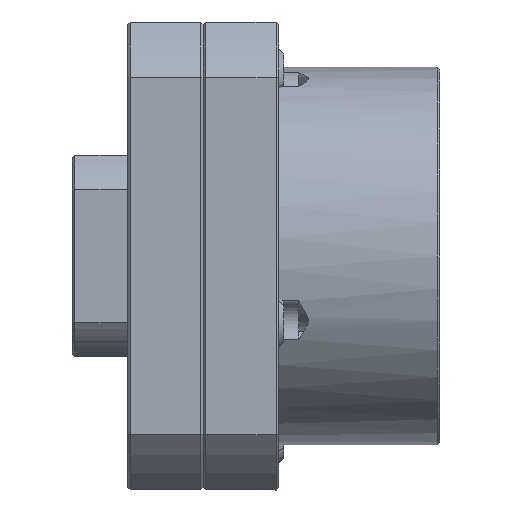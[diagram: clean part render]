
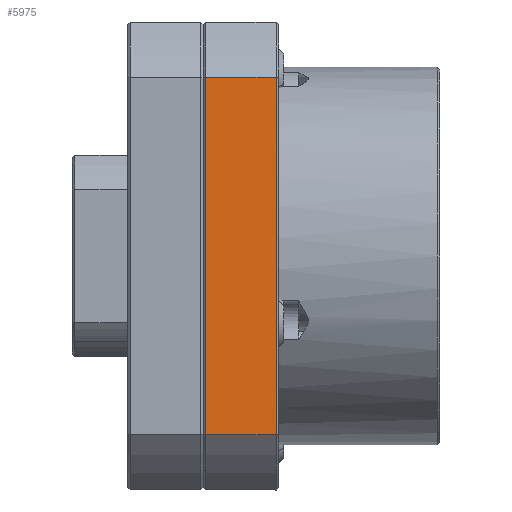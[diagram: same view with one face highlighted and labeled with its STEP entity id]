
A CAD part, front view. The second image highlights one B-rep face of the part: STEP entity #5975.
In plain terms, the highlighted planar face has unit normal (0, -1, 0).
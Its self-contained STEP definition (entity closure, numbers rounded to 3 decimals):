
#214 = EDGE_CURVE ( 'NONE', #236, #5094, #1062, .T. ) ;
#236 = VERTEX_POINT ( 'NONE', #5801 ) ;
#451 = VERTEX_POINT ( 'NONE', #4306 ) ;
#1062 = LINE ( 'NONE', #6058, #7064 ) ;
#1336 = CARTESIAN_POINT ( 'NONE',  ( -94.469, -46.5, -35.496 ) ) ;
#1453 = EDGE_LOOP ( 'NONE', ( #7089, #7133, #6929, #6892 ) ) ;
#1480 = EDGE_CURVE ( 'NONE', #451, #236, #6165, .T. ) ;
#1546 = DIRECTION ( 'NONE',  ( 0., 0., -1. ) ) ;
#1847 = LINE ( 'NONE', #5751, #4728 ) ;
#2103 = LINE ( 'NONE', #1336, #3432 ) ;
#3009 = VECTOR ( 'NONE', #3902, 1000. ) ;
#3173 = AXIS2_PLACEMENT_3D ( 'NONE', #4375, #5027, #1546 ) ;
#3342 = DIRECTION ( 'NONE',  ( 0., 0., -1. ) ) ;
#3432 = VECTOR ( 'NONE', #5428, 1000. ) ;
#3433 = FACE_OUTER_BOUND ( 'NONE', #1453, .T. ) ;
#3902 = DIRECTION ( 'NONE',  ( 0., 0., 1. ) ) ;
#3951 = CARTESIAN_POINT ( 'NONE',  ( 14.5, -46.5, 35.496 ) ) ;
#4099 = CARTESIAN_POINT ( 'NONE',  ( 0.5, -46.5, 35.496 ) ) ;
#4229 = EDGE_CURVE ( 'NONE', #4616, #451, #2103, .T. ) ;
#4306 = CARTESIAN_POINT ( 'NONE',  ( 14.5, -46.5, -35.496 ) ) ;
#4375 = CARTESIAN_POINT ( 'NONE',  ( 47., -46.5, -46.5 ) ) ;
#4616 = VERTEX_POINT ( 'NONE', #5222 ) ;
#4728 = VECTOR ( 'NONE', #3342, 1000. ) ;
#5027 = DIRECTION ( 'NONE',  ( 0., -1., 0. ) ) ;
#5094 = VERTEX_POINT ( 'NONE', #4099 ) ;
#5222 = CARTESIAN_POINT ( 'NONE',  ( 0.5, -46.5, -35.496 ) ) ;
#5428 = DIRECTION ( 'NONE',  ( 1., 0., 0. ) ) ;
#5751 = CARTESIAN_POINT ( 'NONE',  ( 0.5, -46.5, -35.496 ) ) ;
#5801 = CARTESIAN_POINT ( 'NONE',  ( 14.5, -46.5, 35.496 ) ) ;
#5975 = ADVANCED_FACE ( 'NONE', ( #3433 ), #7332, .T. ) ;
#6010 = DIRECTION ( 'NONE',  ( -1., 0., 0. ) ) ;
#6058 = CARTESIAN_POINT ( 'NONE',  ( -94.469, -46.5, 35.496 ) ) ;
#6165 = LINE ( 'NONE', #3951, #3009 ) ;
#6250 = EDGE_CURVE ( 'NONE', #5094, #4616, #1847, .T. ) ;
#6892 = ORIENTED_EDGE ( 'NONE', *, *, #1480, .T. ) ;
#6929 = ORIENTED_EDGE ( 'NONE', *, *, #4229, .T. ) ;
#7064 = VECTOR ( 'NONE', #6010, 1000. ) ;
#7089 = ORIENTED_EDGE ( 'NONE', *, *, #214, .T. ) ;
#7133 = ORIENTED_EDGE ( 'NONE', *, *, #6250, .T. ) ;
#7332 = PLANE ( 'NONE',  #3173 ) ;
